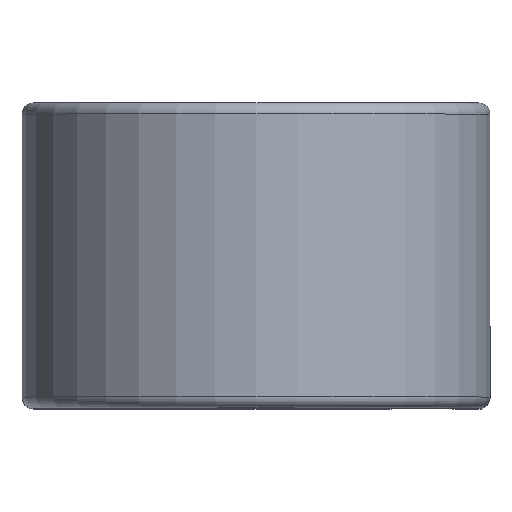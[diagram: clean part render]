
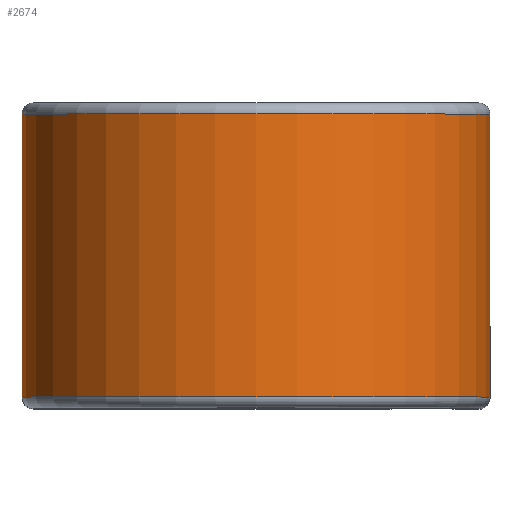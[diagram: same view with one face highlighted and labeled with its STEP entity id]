
A CAD part, top view. The second image highlights one B-rep face of the part: STEP entity #2674.
In plain terms, the highlighted cylindrical face has radius 15.812 mm (diameter 31.623 mm), a partial arc.
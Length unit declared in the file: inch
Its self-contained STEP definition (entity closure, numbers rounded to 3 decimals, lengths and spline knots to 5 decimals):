
#184 = CARTESIAN_POINT ( 'NONE',  ( 0.6225, 0.37625, 1. ) ) ;
#217 = DIRECTION ( 'NONE',  ( 0., 0., -1. ) ) ;
#244 = VERTEX_POINT ( 'NONE', #1496 ) ;
#278 = ORIENTED_EDGE ( 'NONE', *, *, #2303, .F. ) ;
#321 = DIRECTION ( 'NONE',  ( 0., -1., 0. ) ) ;
#472 = CARTESIAN_POINT ( 'NONE',  ( -0.6225, 0.37625, 1. ) ) ;
#631 = CARTESIAN_POINT ( 'NONE',  ( -0.6225, 0.37625, 1. ) ) ;
#687 = VERTEX_POINT ( 'NONE', #2549 ) ;
#816 = CYLINDRICAL_SURFACE ( 'NONE', #2319, 0.6225 ) ;
#926 = DIRECTION ( 'NONE',  ( 0., 1., 0. ) ) ;
#935 = ORIENTED_EDGE ( 'NONE', *, *, #1561, .T. ) ;
#1005 = ORIENTED_EDGE ( 'NONE', *, *, #2625, .T. ) ;
#1040 = EDGE_LOOP ( 'NONE', ( #935, #1005, #278, #1423 ) ) ;
#1115 = DIRECTION ( 'NONE',  ( 0., 0., -1. ) ) ;
#1167 = CIRCLE ( 'NONE', #2519, 0.6225 ) ;
#1235 = VECTOR ( 'NONE', #1870, 39.37008 ) ;
#1297 = LINE ( 'NONE', #472, #1235 ) ;
#1423 = ORIENTED_EDGE ( 'NONE', *, *, #1617, .F. ) ;
#1496 = CARTESIAN_POINT ( 'NONE',  ( -0.6225, -0.37625, 1. ) ) ;
#1561 = EDGE_CURVE ( 'NONE', #687, #1582, #1737, .T. ) ;
#1582 = VERTEX_POINT ( 'NONE', #2106 ) ;
#1617 = EDGE_CURVE ( 'NONE', #687, #244, #2535, .T. ) ;
#1651 = DIRECTION ( 'NONE',  ( 0., -1., 0. ) ) ;
#1670 = VECTOR ( 'NONE', #926, 39.37008 ) ;
#1737 = LINE ( 'NONE', #184, #1670 ) ;
#1745 = CARTESIAN_POINT ( 'NONE',  ( 0., 0.37625, 1. ) ) ;
#1855 = AXIS2_PLACEMENT_3D ( 'NONE', #2993, #1651, #217 ) ;
#1870 = DIRECTION ( 'NONE',  ( 0., 1., 0. ) ) ;
#1986 = DIRECTION ( 'NONE',  ( 0., 0., -1. ) ) ;
#2106 = CARTESIAN_POINT ( 'NONE',  ( 0.6225, 0.37625, 1. ) ) ;
#2184 = VERTEX_POINT ( 'NONE', #631 ) ;
#2303 = EDGE_CURVE ( 'NONE', #244, #2184, #1297, .T. ) ;
#2319 = AXIS2_PLACEMENT_3D ( 'NONE', #2477, #2898, #1115 ) ;
#2477 = CARTESIAN_POINT ( 'NONE',  ( 0., 0.375, 1. ) ) ;
#2519 = AXIS2_PLACEMENT_3D ( 'NONE', #1745, #321, #1986 ) ;
#2535 = CIRCLE ( 'NONE', #1855, 0.6225 ) ;
#2549 = CARTESIAN_POINT ( 'NONE',  ( 0.6225, -0.37625, 1. ) ) ;
#2625 = EDGE_CURVE ( 'NONE', #1582, #2184, #1167, .T. ) ;
#2674 = ADVANCED_FACE ( 'NONE', ( #2851 ), #816, .T. ) ;
#2851 = FACE_OUTER_BOUND ( 'NONE', #1040, .T. ) ;
#2898 = DIRECTION ( 'NONE',  ( 0., -1., 0. ) ) ;
#2993 = CARTESIAN_POINT ( 'NONE',  ( 0., -0.37625, 1. ) ) ;
